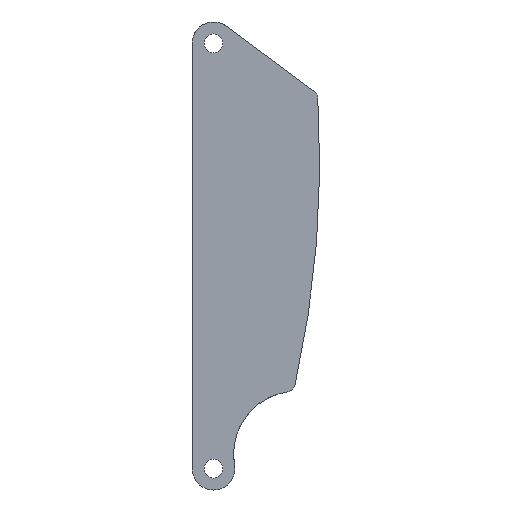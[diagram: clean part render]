
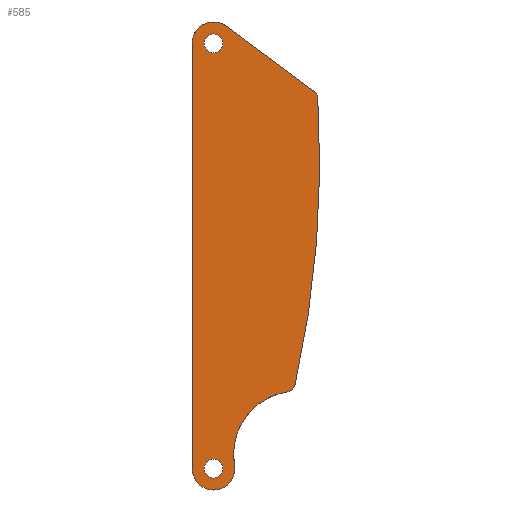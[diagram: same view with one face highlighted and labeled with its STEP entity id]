
A CAD part, front view. The second image highlights one B-rep face of the part: STEP entity #585.
In plain terms, the highlighted planar face has unit normal (0, -1, 0).
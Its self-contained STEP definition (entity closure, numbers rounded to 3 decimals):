
#51=CARTESIAN_POINT('',(11.855,-8.4,44.303));
#52=VERTEX_POINT('',#51);
#59=CARTESIAN_POINT('',(12.256,-8.4,43.562));
#60=VERTEX_POINT('',#59);
#61=CARTESIAN_POINT('',(11.258,-8.4,43.5));
#62=DIRECTION('',(0.,-1.,0.));
#63=DIRECTION('',(0.,0.,-1.));
#64=AXIS2_PLACEMENT_3D('',#61,#62,#63);
#65=CIRCLE('',#64,1.);
#66=EDGE_CURVE('',#60,#52,#65,.T.);
#190=CARTESIAN_POINT('',(2.464,-8.4,0.416));
#191=VERTEX_POINT('',#190);
#198=CARTESIAN_POINT('',(-2.5,-8.4,-0.01));
#199=VERTEX_POINT('',#198);
#200=CARTESIAN_POINT('',(0.,-8.4,-0.01));
#201=DIRECTION('',(0.,-1.,0.));
#202=DIRECTION('',(0.,0.,-1.));
#203=AXIS2_PLACEMENT_3D('',#200,#201,#202);
#204=CIRCLE('',#203,2.5);
#205=EDGE_CURVE('',#199,#191,#204,.T.);
#239=CARTESIAN_POINT('',(8.729,-8.4,9.034));
#240=VERTEX_POINT('',#239);
#247=CARTESIAN_POINT('',(9.785,-8.4,1.68));
#248=DIRECTION('',(0.,-1.,0.));
#249=DIRECTION('',(0.,0.,-1.));
#250=AXIS2_PLACEMENT_3D('',#247,#248,#249);
#251=CIRCLE('',#250,7.43);
#252=EDGE_CURVE('',#240,#191,#251,.T.);
#307=CARTESIAN_POINT('',(9.563,-8.4,9.805));
#308=VERTEX_POINT('',#307);
#315=CARTESIAN_POINT('',(8.587,-8.4,10.024));
#316=DIRECTION('',(0.,-1.,0.));
#317=DIRECTION('',(0.,0.,-1.));
#318=AXIS2_PLACEMENT_3D('',#315,#316,#317);
#319=CIRCLE('',#318,1.);
#320=EDGE_CURVE('',#240,#308,#319,.T.);
#338=CARTESIAN_POINT('',(-107.513,-8.4,36.133));
#339=DIRECTION('',(0.,-1.,0.));
#340=DIRECTION('',(0.,0.,-1.));
#341=AXIS2_PLACEMENT_3D('',#338,#339,#340);
#342=CIRCLE('',#341,120.);
#343=EDGE_CURVE('',#308,#60,#342,.T.);
#363=CARTESIAN_POINT('',(1.491,-8.4,52.006));
#364=VERTEX_POINT('',#363);
#371=CARTESIAN_POINT('',(1.491,-8.4,52.006));
#372=DIRECTION('',(0.803,0.,-0.597));
#373=VECTOR('',#372,12.913);
#374=LINE('',#371,#373);
#375=EDGE_CURVE('',#364,#52,#374,.T.);
#387=CARTESIAN_POINT('',(0.,-8.4,52.5));
#388=VERTEX_POINT('',#387);
#395=CARTESIAN_POINT('',(0.,-8.4,50.));
#396=DIRECTION('',(0.,-1.,0.));
#397=DIRECTION('',(0.,0.,-1.));
#398=AXIS2_PLACEMENT_3D('',#395,#396,#397);
#399=CIRCLE('',#398,2.5);
#400=EDGE_CURVE('',#364,#388,#399,.T.);
#420=CARTESIAN_POINT('',(-2.5,-8.4,50.));
#421=VERTEX_POINT('',#420);
#422=CARTESIAN_POINT('',(-2.5,-8.4,-0.01));
#423=DIRECTION('',(0.,0.,1.));
#424=VECTOR('',#423,50.01);
#425=LINE('',#422,#424);
#426=EDGE_CURVE('',#199,#421,#425,.T.);
#474=CARTESIAN_POINT('',(0.,-8.4,1.09));
#475=VERTEX_POINT('',#474);
#485=CARTESIAN_POINT('',(0.,-8.4,-1.11));
#486=VERTEX_POINT('',#485);
#487=CARTESIAN_POINT('',(0.,-8.4,-0.01));
#488=DIRECTION('',(0.,-1.,0.));
#489=DIRECTION('',(0.,0.,-1.));
#490=AXIS2_PLACEMENT_3D('',#487,#488,#489);
#491=CIRCLE('',#490,1.1);
#492=EDGE_CURVE('',#475,#486,#491,.T.);
#494=CARTESIAN_POINT('',(0.,-8.4,-0.01));
#495=DIRECTION('',(0.,-1.,0.));
#496=DIRECTION('',(0.,0.,-1.));
#497=AXIS2_PLACEMENT_3D('',#494,#495,#496);
#498=CIRCLE('',#497,1.1);
#499=EDGE_CURVE('',#486,#475,#498,.T.);
#511=CARTESIAN_POINT('',(0.,-8.4,51.1));
#512=VERTEX_POINT('',#511);
#536=CARTESIAN_POINT('',(-0.,-8.4,48.9));
#537=VERTEX_POINT('',#536);
#538=CARTESIAN_POINT('',(0.,-8.4,50.));
#539=DIRECTION('',(0.,-1.,0.));
#540=DIRECTION('',(0.,0.,-1.));
#541=AXIS2_PLACEMENT_3D('',#538,#539,#540);
#542=CIRCLE('',#541,1.1);
#543=EDGE_CURVE('',#512,#537,#542,.T.);
#545=CARTESIAN_POINT('',(0.,-8.4,50.));
#546=DIRECTION('',(0.,-1.,0.));
#547=DIRECTION('',(0.,0.,-1.));
#548=AXIS2_PLACEMENT_3D('',#545,#546,#547);
#549=CIRCLE('',#548,1.1);
#550=EDGE_CURVE('',#537,#512,#549,.T.);
#555=CARTESIAN_POINT('',(0.,-8.4,0.));
#556=DIRECTION('',(0.,-1.,0.));
#557=DIRECTION('',(1.,0.,0.));
#558=AXIS2_PLACEMENT_3D('',#555,#556,#557);
#559=PLANE('',#558);
#560=ORIENTED_EDGE('',*,*,#492,.F.);
#561=ORIENTED_EDGE('',*,*,#499,.F.);
#562=EDGE_LOOP('',(#560,#561));
#563=FACE_BOUND('',#562,.T.);
#564=ORIENTED_EDGE('',*,*,#205,.T.);
#565=ORIENTED_EDGE('',*,*,#252,.F.);
#566=ORIENTED_EDGE('',*,*,#320,.T.);
#567=ORIENTED_EDGE('',*,*,#343,.T.);
#568=ORIENTED_EDGE('',*,*,#66,.T.);
#569=ORIENTED_EDGE('',*,*,#375,.F.);
#570=ORIENTED_EDGE('',*,*,#400,.T.);
#571=CARTESIAN_POINT('',(0.,-8.4,50.));
#572=DIRECTION('',(0.,-1.,0.));
#573=DIRECTION('',(0.,0.,-1.));
#574=AXIS2_PLACEMENT_3D('',#571,#572,#573);
#575=CIRCLE('',#574,2.5);
#576=EDGE_CURVE('',#388,#421,#575,.T.);
#577=ORIENTED_EDGE('',*,*,#576,.T.);
#578=ORIENTED_EDGE('',*,*,#426,.F.);
#579=EDGE_LOOP('',(#564,#565,#566,#567,#568,#569,#570,#577,#578));
#580=FACE_BOUND('',#579,.T.);
#581=ORIENTED_EDGE('',*,*,#543,.F.);
#582=ORIENTED_EDGE('',*,*,#550,.F.);
#583=EDGE_LOOP('',(#581,#582));
#584=FACE_BOUND('',#583,.T.);
#585=ADVANCED_FACE('',(#563,#580,#584),#559,.T.);
